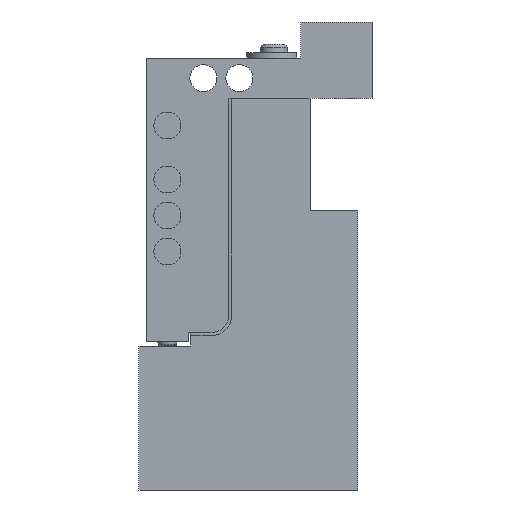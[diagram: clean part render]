
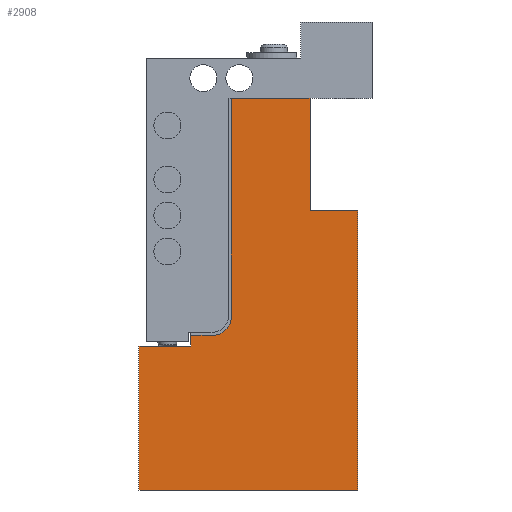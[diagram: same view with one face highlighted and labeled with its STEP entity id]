
A CAD part, left-side view. The second image highlights one B-rep face of the part: STEP entity #2908.
In plain terms, the highlighted planar face has unit normal (-1, 0, 0).
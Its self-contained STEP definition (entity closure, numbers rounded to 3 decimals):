
#137=LINE('',#4979,#378);
#148=LINE('',#5007,#389);
#150=LINE('',#5011,#391);
#151=LINE('',#5013,#392);
#152=LINE('',#5017,#393);
#153=LINE('',#5019,#394);
#154=LINE('',#5021,#395);
#155=LINE('',#5023,#396);
#156=LINE('',#5025,#397);
#157=LINE('',#5026,#398);
#378=VECTOR('',#4048,1000.);
#389=VECTOR('',#4069,1000.);
#391=VECTOR('',#4073,1000.);
#392=VECTOR('',#4074,1000.);
#393=VECTOR('',#4077,1000.);
#394=VECTOR('',#4078,1000.);
#395=VECTOR('',#4079,1000.);
#396=VECTOR('',#4080,1000.);
#397=VECTOR('',#4081,1000.);
#398=VECTOR('',#4082,1000.);
#638=ORIENTED_EDGE('',*,*,#1432,.F.);
#639=ORIENTED_EDGE('',*,*,#1416,.F.);
#640=ORIENTED_EDGE('',*,*,#1433,.T.);
#641=ORIENTED_EDGE('',*,*,#1434,.T.);
#642=ORIENTED_EDGE('',*,*,#1435,.T.);
#643=ORIENTED_EDGE('',*,*,#1436,.F.);
#644=ORIENTED_EDGE('',*,*,#1437,.F.);
#645=ORIENTED_EDGE('',*,*,#1438,.F.);
#646=ORIENTED_EDGE('',*,*,#1439,.F.);
#647=ORIENTED_EDGE('',*,*,#1430,.F.);
#648=ORIENTED_EDGE('',*,*,#1440,.F.);
#1416=EDGE_CURVE('',#1814,#1808,#137,.T.);
#1430=EDGE_CURVE('',#1826,#1827,#148,.T.);
#1432=EDGE_CURVE('',#1808,#1828,#150,.T.);
#1433=EDGE_CURVE('',#1814,#1829,#151,.T.);
#1434=EDGE_CURVE('',#1829,#1830,#2104,.T.);
#1435=EDGE_CURVE('',#1830,#1831,#152,.T.);
#1436=EDGE_CURVE('',#1832,#1831,#153,.T.);
#1437=EDGE_CURVE('',#1833,#1832,#154,.T.);
#1438=EDGE_CURVE('',#1834,#1833,#155,.T.);
#1439=EDGE_CURVE('',#1827,#1834,#156,.T.);
#1440=EDGE_CURVE('',#1828,#1826,#157,.T.);
#1808=VERTEX_POINT('',#4966);
#1814=VERTEX_POINT('',#4978);
#1826=VERTEX_POINT('',#5006);
#1827=VERTEX_POINT('',#5008);
#1828=VERTEX_POINT('',#5012);
#1829=VERTEX_POINT('',#5014);
#1830=VERTEX_POINT('',#5016);
#1831=VERTEX_POINT('',#5018);
#1832=VERTEX_POINT('',#5020);
#1833=VERTEX_POINT('',#5022);
#1834=VERTEX_POINT('',#5024);
#2104=CIRCLE('',#3702,2.);
#2259=EDGE_LOOP('',(#638,#639,#640,#641,#642,#643,#644,#645,#646,#647,#648));
#2530=FACE_BOUND('',#2259,.T.);
#2805=PLANE('',#3701);
#2908=ADVANCED_FACE('',(#2530),#2805,.F.);
#3701=AXIS2_PLACEMENT_3D('',#5010,#4071,#4072);
#3702=AXIS2_PLACEMENT_3D('',#5015,#4075,#4076);
#4048=DIRECTION('',(0.,-1.,0.));
#4069=DIRECTION('',(0.,0.,-1.));
#4071=DIRECTION('',(1.,0.,0.));
#4072=DIRECTION('',(0.,0.,-1.));
#4073=DIRECTION('',(0.,0.,-1.));
#4074=DIRECTION('',(0.,0.,-1.));
#4075=DIRECTION('',(1.,0.,0.));
#4076=DIRECTION('',(0.,0.,-1.));
#4077=DIRECTION('',(0.,1.,0.));
#4078=DIRECTION('',(0.,0.,1.));
#4079=DIRECTION('',(0.,-1.,0.));
#4080=DIRECTION('',(0.,0.,1.));
#4081=DIRECTION('',(0.,1.,0.));
#4082=DIRECTION('',(0.,-1.,0.));
#4966=CARTESIAN_POINT('',(-4.,-19.,43.5));
#4978=CARTESIAN_POINT('',(-4.,-10.25,43.5));
#4979=CARTESIAN_POINT('',(-4.,-7.75,43.5));
#5006=CARTESIAN_POINT('',(-4.,-24.3,31.));
#5007=CARTESIAN_POINT('',(-4.,-24.3,43.5));
#5008=CARTESIAN_POINT('',(-4.,-24.3,0.));
#5010=CARTESIAN_POINT('',(-4.,-7.75,41.5));
#5011=CARTESIAN_POINT('',(-4.,-19.,41.5));
#5012=CARTESIAN_POINT('',(-4.,-19.,31.));
#5013=CARTESIAN_POINT('',(-4.,-10.25,41.5));
#5014=CARTESIAN_POINT('',(-4.,-10.25,19.2));
#5015=CARTESIAN_POINT('',(-4.,-8.25,19.2));
#5016=CARTESIAN_POINT('',(-4.,-8.25,17.2));
#5017=CARTESIAN_POINT('',(-4.,-7.75,17.2));
#5018=CARTESIAN_POINT('',(-4.,-5.75,17.2));
#5019=CARTESIAN_POINT('',(-4.,-5.75,16.));
#5020=CARTESIAN_POINT('',(-4.,-5.75,16.));
#5021=CARTESIAN_POINT('',(-4.,0.,16.));
#5022=CARTESIAN_POINT('',(-4.,0.,16.));
#5023=CARTESIAN_POINT('',(-4.,0.,0.));
#5024=CARTESIAN_POINT('',(-4.,0.,0.));
#5025=CARTESIAN_POINT('',(-4.,-24.3,0.));
#5026=CARTESIAN_POINT('',(-4.,-7.75,31.));
